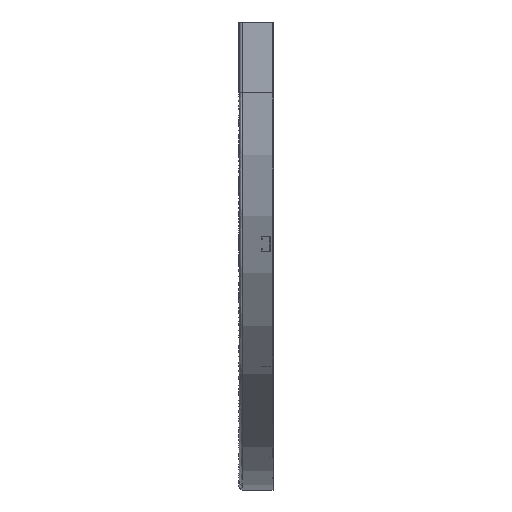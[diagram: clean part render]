
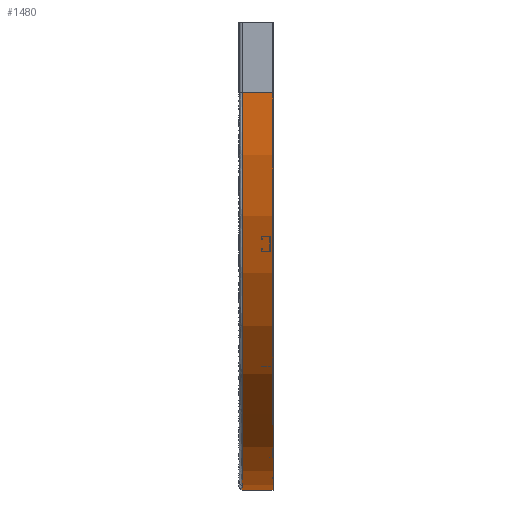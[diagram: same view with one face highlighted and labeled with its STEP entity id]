
A CAD part, left-side view. The second image highlights one B-rep face of the part: STEP entity #1480.
In plain terms, the highlighted cylindrical face has radius 700 mm (diameter 1400 mm), a partial arc.
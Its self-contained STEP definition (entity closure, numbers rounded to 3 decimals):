
#47 = AXIS2_PLACEMENT_3D ( 'NONE', #3914, #3921, #4029 ) ;
#269 = LINE ( 'NONE', #3386, #2967 ) ;
#531 = VERTEX_POINT ( 'NONE', #2300 ) ;
#616 = CARTESIAN_POINT ( 'NONE',  ( -700., 0., -125. ) ) ;
#618 = DIRECTION ( 'NONE',  ( 0., 0., 1. ) ) ;
#634 = AXIS2_PLACEMENT_3D ( 'NONE', #616, #5216, #5544 ) ;
#645 = EDGE_CURVE ( 'NONE', #4918, #3182, #875, .T. ) ;
#722 = CARTESIAN_POINT ( 'NONE',  ( -700., 0., -825. ) ) ;
#875 = CIRCLE ( 'NONE', #634, 700. ) ;
#1217 = CARTESIAN_POINT ( 'NONE',  ( -700., 0., -125. ) ) ;
#1324 = ORIENTED_EDGE ( 'NONE', *, *, #4324, .T. ) ;
#1333 = AXIS2_PLACEMENT_3D ( 'NONE', #1217, #5996, #618 ) ;
#1480 = ADVANCED_FACE ( 'NONE', ( #4934 ), #5901, .T. ) ;
#1741 = LINE ( 'NONE', #1787, #2850 ) ;
#1787 = CARTESIAN_POINT ( 'NONE',  ( 0., 0., -125. ) ) ;
#1914 = ORIENTED_EDGE ( 'NONE', *, *, #5070, .T. ) ;
#2079 = EDGE_CURVE ( 'NONE', #531, #2436, #2109, .T. ) ;
#2109 = CIRCLE ( 'NONE', #47, 700. ) ;
#2300 = CARTESIAN_POINT ( 'NONE',  ( -700., 54., -825. ) ) ;
#2436 = VERTEX_POINT ( 'NONE', #4737 ) ;
#2850 = VECTOR ( 'NONE', #4859, 1000. ) ;
#2967 = VECTOR ( 'NONE', #3349, 1000. ) ;
#3182 = VERTEX_POINT ( 'NONE', #722 ) ;
#3349 = DIRECTION ( 'NONE',  ( 0., 1., 0. ) ) ;
#3386 = CARTESIAN_POINT ( 'NONE',  ( -700., 0., -825. ) ) ;
#3914 = CARTESIAN_POINT ( 'NONE',  ( -700., 54., -125. ) ) ;
#3921 = DIRECTION ( 'NONE',  ( 0., -1., 0. ) ) ;
#4029 = DIRECTION ( 'NONE',  ( 0., 0., 1. ) ) ;
#4200 = EDGE_LOOP ( 'NONE', ( #5477, #1324, #4259, #1914 ) ) ;
#4259 = ORIENTED_EDGE ( 'NONE', *, *, #2079, .T. ) ;
#4324 = EDGE_CURVE ( 'NONE', #3182, #531, #269, .T. ) ;
#4737 = CARTESIAN_POINT ( 'NONE',  ( 0., 54., -125. ) ) ;
#4859 = DIRECTION ( 'NONE',  ( 0., -1., 0. ) ) ;
#4918 = VERTEX_POINT ( 'NONE', #6046 ) ;
#4934 = FACE_OUTER_BOUND ( 'NONE', #4200, .T. ) ;
#5070 = EDGE_CURVE ( 'NONE', #2436, #4918, #1741, .T. ) ;
#5216 = DIRECTION ( 'NONE',  ( 0., 1., 0. ) ) ;
#5477 = ORIENTED_EDGE ( 'NONE', *, *, #645, .T. ) ;
#5544 = DIRECTION ( 'NONE',  ( 0., 0., 1. ) ) ;
#5901 = CYLINDRICAL_SURFACE ( 'NONE', #1333, 700. ) ;
#5996 = DIRECTION ( 'NONE',  ( 0., 1., 0. ) ) ;
#6046 = CARTESIAN_POINT ( 'NONE',  ( 0., 0., -125. ) ) ;
